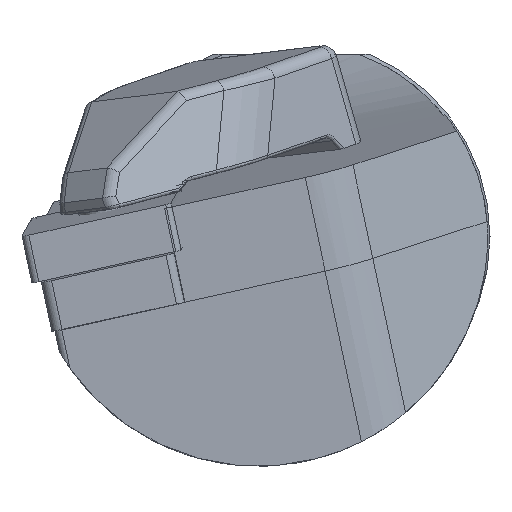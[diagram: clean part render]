
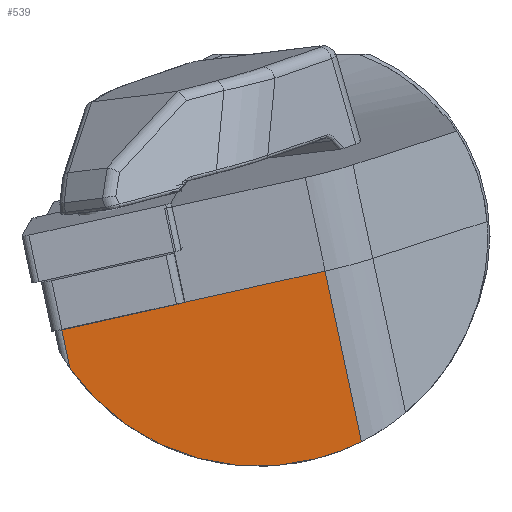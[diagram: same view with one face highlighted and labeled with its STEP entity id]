
A CAD part, left-side view. The second image highlights one B-rep face of the part: STEP entity #539.
In plain terms, the highlighted planar face has unit normal (-0.991, -0.105, -0.084).
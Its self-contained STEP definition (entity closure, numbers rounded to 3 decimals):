
#463=ELLIPSE('',#2148,14.583,14.45);
#539=ADVANCED_FACE('',(#685),#644,.F.);
#644=PLANE('',#2153);
#685=FACE_OUTER_BOUND('',#787,.T.);
#787=EDGE_LOOP('',(#1159,#1160,#1161,#1162,#1163,#1164));
#902=LINE('',#2946,#1022);
#903=LINE('',#2949,#1023);
#904=LINE('',#2951,#1024);
#905=LINE('',#2953,#1025);
#906=LINE('',#2954,#1026);
#1022=VECTOR('',#2380,1.);
#1023=VECTOR('',#2381,1.);
#1024=VECTOR('',#2382,1.);
#1025=VECTOR('',#2383,1.);
#1026=VECTOR('',#2384,1.);
#1159=ORIENTED_EDGE('',*,*,#1835,.F.);
#1160=ORIENTED_EDGE('',*,*,#1836,.T.);
#1161=ORIENTED_EDGE('',*,*,#1837,.T.);
#1162=ORIENTED_EDGE('',*,*,#1838,.F.);
#1163=ORIENTED_EDGE('',*,*,#1827,.T.);
#1164=ORIENTED_EDGE('',*,*,#1839,.T.);
#1665=VERTEX_POINT('',#2903);
#1666=VERTEX_POINT('',#2905);
#1671=VERTEX_POINT('',#2947);
#1672=VERTEX_POINT('',#2948);
#1673=VERTEX_POINT('',#2950);
#1674=VERTEX_POINT('',#2952);
#1827=EDGE_CURVE('',#1666,#1665,#463,.T.);
#1835=EDGE_CURVE('',#1671,#1672,#902,.T.);
#1836=EDGE_CURVE('',#1671,#1673,#903,.T.);
#1837=EDGE_CURVE('',#1673,#1674,#904,.T.);
#1838=EDGE_CURVE('',#1666,#1674,#905,.T.);
#1839=EDGE_CURVE('',#1665,#1672,#906,.T.);
#2148=AXIS2_PLACEMENT_3D('',#2904,#2367,#2368);
#2153=AXIS2_PLACEMENT_3D('',#2955,#2385,#2386);
#2367=DIRECTION('',(-0.991,-0.105,-0.084));
#2368=DIRECTION('',(-0.135,0.774,0.618));
#2380=DIRECTION('',(0.085,-0.973,0.216));
#2381=DIRECTION('',(-0.085,0.973,-0.216));
#2382=DIRECTION('',(-0.085,0.973,-0.216));
#2383=DIRECTION('',(-0.105,0.207,0.973));
#2384=DIRECTION('',(-0.105,0.207,0.973));
#2385=DIRECTION('',(0.991,0.105,0.084));
#2386=DIRECTION('',(0.106,-0.994,0.));
#2903=CARTESIAN_POINT('',(-184.347,-8.898,-13.02));
#2904=CARTESIAN_POINT('',(-186.134,-2.395,-0.117));
#2905=CARTESIAN_POINT('',(-186.693,9.461,-8.377));
#2946=CARTESIAN_POINT('',(-185.502,-6.614,-2.275));
#2947=CARTESIAN_POINT('',(-186.277,2.241,-4.241));
#2948=CARTESIAN_POINT('',(-185.502,-6.614,-2.275));
#2949=CARTESIAN_POINT('',(-185.502,-6.614,-2.275));
#2950=CARTESIAN_POINT('',(-186.284,2.33,-4.26));
#2951=CARTESIAN_POINT('',(-185.502,-6.614,-2.275));
#2952=CARTESIAN_POINT('',(-186.953,9.976,-5.957));
#2953=CARTESIAN_POINT('',(-222.531,80.353,325.143));
#2954=CARTESIAN_POINT('',(-221.079,63.764,328.826));
#2955=CARTESIAN_POINT('',(-221.079,63.764,328.826));
